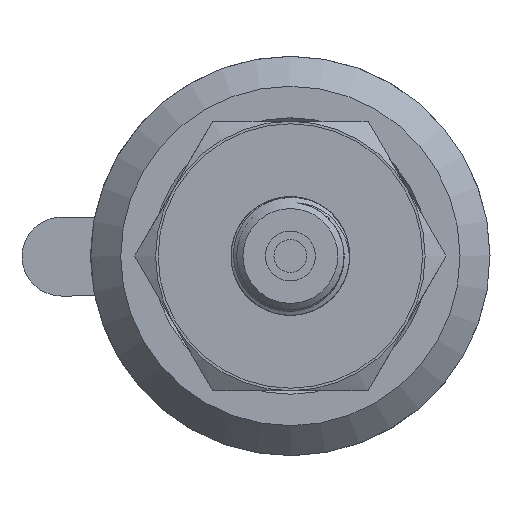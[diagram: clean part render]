
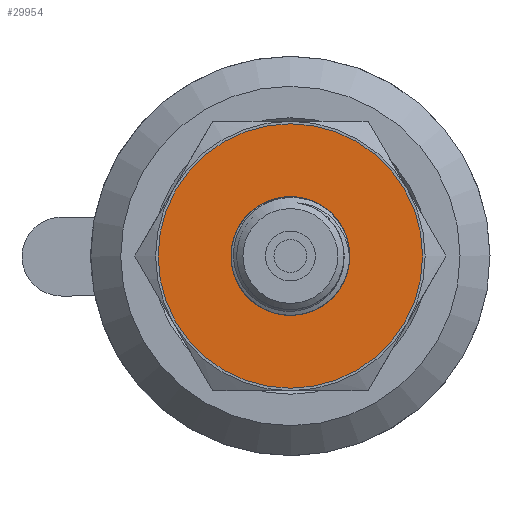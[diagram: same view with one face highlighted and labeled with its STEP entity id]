
A CAD part, left-side view. The second image highlights one B-rep face of the part: STEP entity #29954.
In plain terms, the highlighted planar face has unit normal (-1, 0, 0).
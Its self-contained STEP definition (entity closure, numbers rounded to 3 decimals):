
#496=PLANE('',#31503);
#1503=FACE_BOUND('',#3746,.T.);
#2059=FACE_OUTER_BOUND('',#3745,.T.);
#3745=EDGE_LOOP('',(#21980));
#3746=EDGE_LOOP('',(#21981));
#5247=CIRCLE('',#31480,13.25);
#5258=CIRCLE('',#31500,5.942);
#13210=VERTEX_POINT('',#49248);
#13220=VERTEX_POINT('',#50484);
#16508=EDGE_CURVE('',#13210,#13210,#5247,.T.);
#16532=EDGE_CURVE('',#13220,#13220,#5258,.T.);
#21980=ORIENTED_EDGE('',*,*,#16508,.T.);
#21981=ORIENTED_EDGE('',*,*,#16532,.T.);
#29954=ADVANCED_FACE('',(#2059,#1503),#496,.T.);
#31480=AXIS2_PLACEMENT_3D('',#49249,#33972,#33973);
#31500=AXIS2_PLACEMENT_3D('',#50485,#34015,#34016);
#31503=AXIS2_PLACEMENT_3D('',#50859,#34022,#34023);
#33972=DIRECTION('center_axis',(-1.,0.,0.));
#33973=DIRECTION('ref_axis',(0.,1.,0.));
#34015=DIRECTION('center_axis',(1.,0.,0.));
#34016=DIRECTION('ref_axis',(0.,1.,0.));
#34022=DIRECTION('center_axis',(-1.,0.,0.));
#34023=DIRECTION('ref_axis',(0.,0.,1.));
#49248=CARTESIAN_POINT('',(-47.,-13.25,0.));
#49249=CARTESIAN_POINT('Origin',(-47.,0.,0.));
#50484=CARTESIAN_POINT('',(-47.,-5.942,0.));
#50485=CARTESIAN_POINT('Origin',(-47.,0.,0.));
#50859=CARTESIAN_POINT('Origin',(-47.,13.5,0.));
